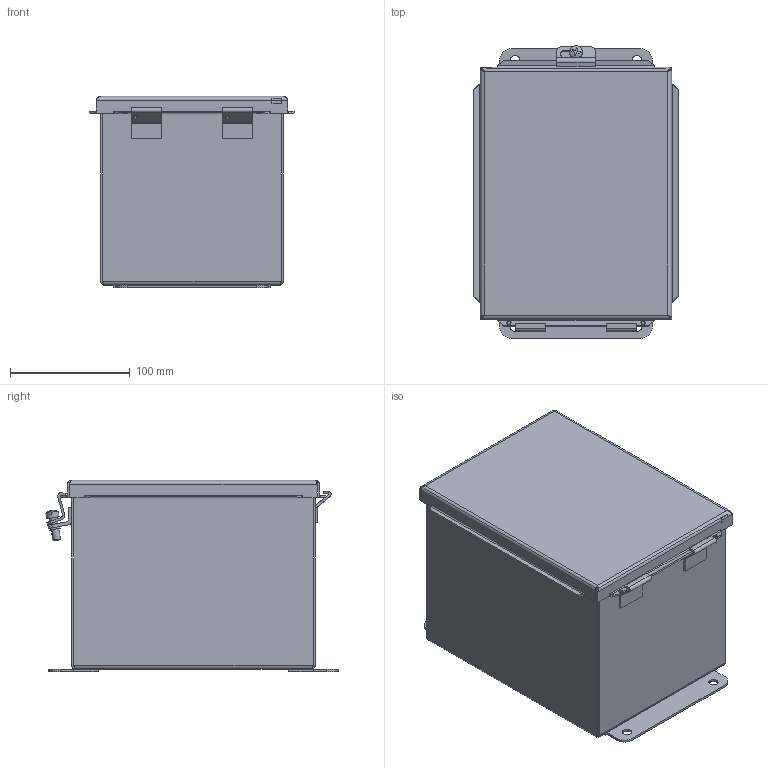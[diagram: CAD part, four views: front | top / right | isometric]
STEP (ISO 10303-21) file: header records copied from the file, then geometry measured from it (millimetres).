
FILE_DESCRIPTION(/* description */ ('JIC,CS,CLAMP COVER,8X6X6'),/* implementation_level */ '2;1');
FILE_NAME(/* name */ 'B080606.stp',/* time_stamp */ '2021-10-23T15:26:26-05:00',/* author */ ('dnichola'),/* organization */ (''),/* preprocessor_version */ 'ST-DEVELOPER v18',/* originating_system */ 'Autodesk Inventor 2020',/* authorisation */ '');
FILE_SCHEMA (('AUTOMOTIVE_DESIGN { 1 0 10303 214 3 1 1 }'));
Length unit declared in the file: inch
Products named in the file (11): B080606; 3499; 3482; C1001; C1002; 372134; H4050550; B_080606_BKP; 316162; 38811; B_0806_LID
Assembly tree (16 placements, depth 2):
  B080606
    3499  x4
    3482  x2
    C1001
    H4050550  x2
    C1002
    372134
    B_080606_BKP
    316162  x2
    38811
    B_0806_LID
Bounding box: 170.62 x 243.66 x 159.61 mm (x, y, z)
Volume: 360146.8 mm3; surface area: 437805.6 mm2
Topology: 16 solids, 16 shells, 381 faces, 893 edges, 551 vertices
Faces by surface type: plane 245, cylinder 82, bspline 48, sphere 2, cone 2, torus 2
Full cylindrical faces by diameter (mm): 3.175 x2, 3.556 x2, 3.962 x4, 4.826 x1, 4.978 x1, 6.35 x2, 7.62 x4, 7.874 x4, 8.738 x1, 10.402 x1, 15.875 x4
Entity records: 10032 total; most frequent: CARTESIAN_POINT 2571, ORIENTED_EDGE 1422, DIRECTION 1348, EDGE_CURVE 711, LINE 518, VECTOR 518, VERTEX_POINT 433, AXIS2_PLACEMENT_3D 415
